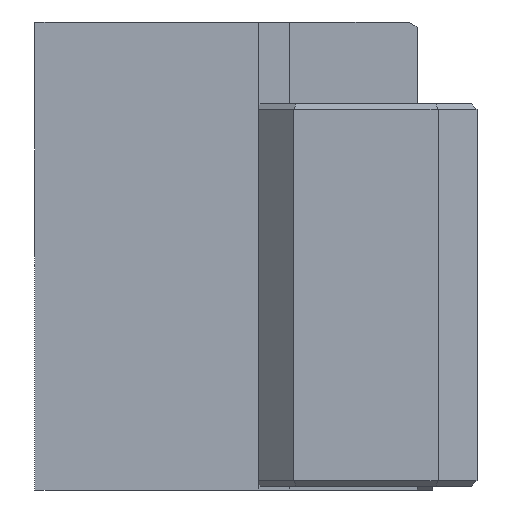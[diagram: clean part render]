
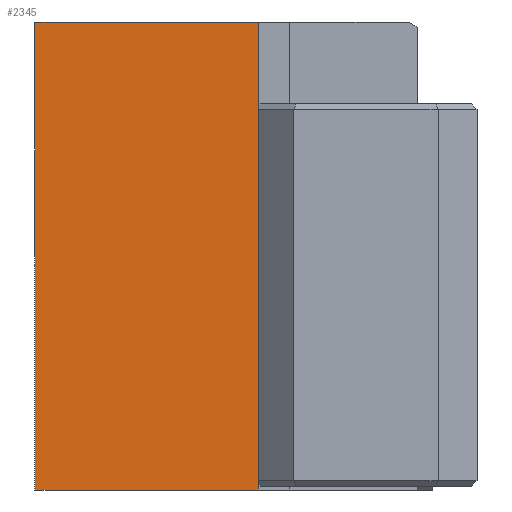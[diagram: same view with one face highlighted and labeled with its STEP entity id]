
A CAD part, left-side view. The second image highlights one B-rep face of the part: STEP entity #2345.
In plain terms, the highlighted planar face has unit normal (-1, 0, 0).
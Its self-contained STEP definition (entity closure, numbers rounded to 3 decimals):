
#2002=CARTESIAN_POINT('',(-67.291,-5.737,0.0));
#2003=VERTEX_POINT('',#2002);
#2010=CARTESIAN_POINT('',(-67.291,22.903,0.0));
#2011=VERTEX_POINT('',#2010);
#2012=CARTESIAN_POINT('',(-67.291,22.903,0.0));
#2013=DIRECTION('',(0.0,-1.0,0.0));
#2014=VECTOR('',#2013,28.64);
#2015=LINE('',#2012,#2014);
#2016=EDGE_CURVE('',#2011,#2003,#2015,.T.);
#2080=CARTESIAN_POINT('',(-67.291,22.903,60.0));
#2081=VERTEX_POINT('',#2080);
#2088=CARTESIAN_POINT('',(-67.291,-5.737,60.0));
#2089=VERTEX_POINT('',#2088);
#2090=CARTESIAN_POINT('',(-67.291,-5.737,60.0));
#2091=DIRECTION('',(0.0,1.0,0.0));
#2092=VECTOR('',#2091,28.64);
#2093=LINE('',#2090,#2092);
#2094=EDGE_CURVE('',#2089,#2081,#2093,.T.);
#2310=CARTESIAN_POINT('',(-67.291,-5.737,0.0));
#2311=DIRECTION('',(0.0,0.0,1.0));
#2312=VECTOR('',#2311,60.0);
#2313=LINE('',#2310,#2312);
#2314=EDGE_CURVE('',#2003,#2089,#2313,.T.);
#2329=CARTESIAN_POINT('',(-67.291,-5.737,0.0));
#2330=DIRECTION('',(-1.0,0.0,0.0));
#2331=DIRECTION('',(0.0,0.0,1.0));
#2332=AXIS2_PLACEMENT_3D('',#2329,#2330,#2331);
#2333=PLANE('',#2332);
#2334=ORIENTED_EDGE('',*,*,#2094,.T.);
#2335=CARTESIAN_POINT('',(-67.291,22.903,0.0));
#2336=DIRECTION('',(0.0,0.0,1.0));
#2337=VECTOR('',#2336,60.0);
#2338=LINE('',#2335,#2337);
#2339=EDGE_CURVE('',#2011,#2081,#2338,.T.);
#2340=ORIENTED_EDGE('',*,*,#2339,.F.);
#2341=ORIENTED_EDGE('',*,*,#2016,.T.);
#2342=ORIENTED_EDGE('',*,*,#2314,.T.);
#2343=EDGE_LOOP('',(#2334,#2340,#2341,#2342));
#2344=FACE_OUTER_BOUND('',#2343,.T.);
#2345=ADVANCED_FACE('',(#2344),#2333,.T.);
